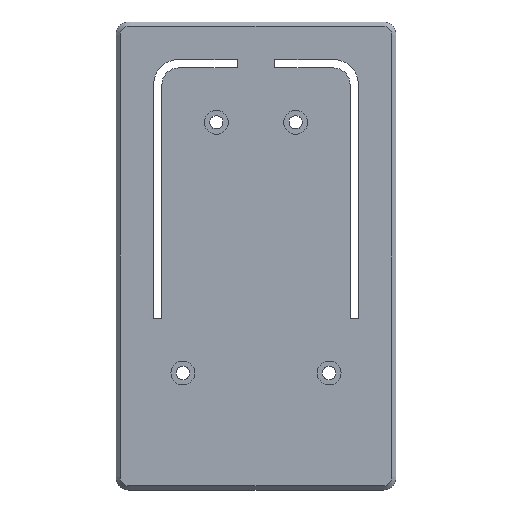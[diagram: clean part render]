
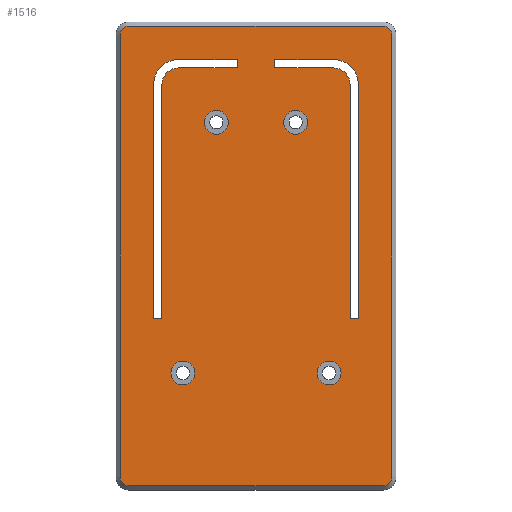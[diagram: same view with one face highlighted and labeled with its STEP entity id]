
A CAD part, front view. The second image highlights one B-rep face of the part: STEP entity #1516.
In plain terms, the highlighted planar face has unit normal (0, -1, 0).
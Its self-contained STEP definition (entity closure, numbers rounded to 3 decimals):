
#33=LINE('',#2169,#183);
#36=LINE('',#2175,#186);
#39=LINE('',#2181,#189);
#43=LINE('',#2193,#193);
#46=LINE('',#2199,#196);
#49=LINE('',#2204,#199);
#51=LINE('',#2209,#201);
#56=LINE('',#2223,#206);
#59=LINE('',#2229,#209);
#62=LINE('',#2235,#212);
#66=LINE('',#2247,#216);
#69=LINE('',#2252,#219);
#154=LINE('',#2475,#304);
#159=LINE('',#2485,#309);
#162=LINE('',#2493,#312);
#172=LINE('',#2522,#322);
#183=VECTOR('',#1728,10.);
#186=VECTOR('',#1733,10.);
#189=VECTOR('',#1738,10.);
#193=VECTOR('',#1750,10.);
#196=VECTOR('',#1755,10.);
#199=VECTOR('',#1760,10.);
#201=VECTOR('',#1764,10.);
#206=VECTOR('',#1777,10.);
#209=VECTOR('',#1782,10.);
#212=VECTOR('',#1787,10.);
#216=VECTOR('',#1799,10.);
#219=VECTOR('',#1804,10.);
#304=VECTOR('',#2013,10.);
#309=VECTOR('',#2024,10.);
#312=VECTOR('',#2033,10.);
#322=VECTOR('',#2073,10.);
#369=FACE_BOUND('',#547,.T.);
#370=FACE_BOUND('',#548,.T.);
#371=FACE_BOUND('',#549,.T.);
#372=FACE_BOUND('',#550,.T.);
#373=FACE_BOUND('',#551,.T.);
#374=FACE_BOUND('',#552,.T.);
#450=FACE_OUTER_BOUND('',#546,.T.);
#546=EDGE_LOOP('',(#1327,#1328,#1329,#1330,#1331,#1332,#1333,#1334));
#547=EDGE_LOOP('',(#1335,#1336,#1337,#1338,#1339,#1340,#1341,#1342));
#548=EDGE_LOOP('',(#1343,#1344,#1345,#1346,#1347,#1348,#1349,#1350));
#549=EDGE_LOOP('',(#1351));
#550=EDGE_LOOP('',(#1352));
#551=EDGE_LOOP('',(#1353));
#552=EDGE_LOOP('',(#1354));
#577=CIRCLE('',#1557,6.);
#579=CIRCLE('',#1563,4.);
#581=CIRCLE('',#1570,4.);
#583=CIRCLE('',#1576,6.);
#610=CIRCLE('',#1639,2.);
#612=CIRCLE('',#1643,2.);
#613=CIRCLE('',#1646,2.);
#614=CIRCLE('',#1649,2.);
#617=CIRCLE('',#1664,2.85);
#618=CIRCLE('',#1665,2.85);
#619=CIRCLE('',#1666,2.85);
#620=CIRCLE('',#1667,2.85);
#637=VERTEX_POINT('',#2159);
#638=VERTEX_POINT('',#2160);
#641=VERTEX_POINT('',#2168);
#643=VERTEX_POINT('',#2174);
#645=VERTEX_POINT('',#2180);
#647=VERTEX_POINT('',#2186);
#649=VERTEX_POINT('',#2192);
#651=VERTEX_POINT('',#2198);
#653=VERTEX_POINT('',#2207);
#654=VERTEX_POINT('',#2208);
#657=VERTEX_POINT('',#2216);
#659=VERTEX_POINT('',#2222);
#661=VERTEX_POINT('',#2228);
#663=VERTEX_POINT('',#2234);
#665=VERTEX_POINT('',#2240);
#667=VERTEX_POINT('',#2246);
#742=VERTEX_POINT('',#2467);
#743=VERTEX_POINT('',#2469);
#744=VERTEX_POINT('',#2474);
#745=VERTEX_POINT('',#2478);
#746=VERTEX_POINT('',#2482);
#747=VERTEX_POINT('',#2487);
#748=VERTEX_POINT('',#2491);
#749=VERTEX_POINT('',#2495);
#753=VERTEX_POINT('',#2524);
#754=VERTEX_POINT('',#2526);
#755=VERTEX_POINT('',#2528);
#756=VERTEX_POINT('',#2530);
#773=EDGE_CURVE('',#637,#638,#577,.T.);
#777=EDGE_CURVE('',#638,#641,#33,.T.);
#780=EDGE_CURVE('',#641,#643,#36,.T.);
#783=EDGE_CURVE('',#643,#645,#39,.T.);
#786=EDGE_CURVE('',#645,#647,#579,.T.);
#789=EDGE_CURVE('',#647,#649,#43,.T.);
#792=EDGE_CURVE('',#649,#651,#46,.T.);
#795=EDGE_CURVE('',#651,#637,#49,.T.);
#797=EDGE_CURVE('',#653,#654,#51,.T.);
#801=EDGE_CURVE('',#654,#657,#581,.T.);
#804=EDGE_CURVE('',#657,#659,#56,.T.);
#807=EDGE_CURVE('',#659,#661,#59,.T.);
#810=EDGE_CURVE('',#661,#663,#62,.T.);
#813=EDGE_CURVE('',#663,#665,#583,.T.);
#816=EDGE_CURVE('',#665,#667,#66,.T.);
#819=EDGE_CURVE('',#667,#653,#69,.T.);
#928=EDGE_CURVE('',#742,#743,#610,.T.);
#931=EDGE_CURVE('',#743,#744,#154,.T.);
#934=EDGE_CURVE('',#744,#745,#612,.T.);
#937=EDGE_CURVE('',#745,#746,#159,.T.);
#939=EDGE_CURVE('',#746,#747,#613,.T.);
#941=EDGE_CURVE('',#747,#748,#162,.T.);
#943=EDGE_CURVE('',#748,#749,#614,.T.);
#954=EDGE_CURVE('',#749,#742,#172,.T.);
#955=EDGE_CURVE('',#753,#753,#617,.T.);
#956=EDGE_CURVE('',#754,#754,#618,.T.);
#957=EDGE_CURVE('',#755,#755,#619,.T.);
#958=EDGE_CURVE('',#756,#756,#620,.T.);
#1327=ORIENTED_EDGE('',*,*,#928,.F.);
#1328=ORIENTED_EDGE('',*,*,#954,.F.);
#1329=ORIENTED_EDGE('',*,*,#943,.F.);
#1330=ORIENTED_EDGE('',*,*,#941,.F.);
#1331=ORIENTED_EDGE('',*,*,#939,.F.);
#1332=ORIENTED_EDGE('',*,*,#937,.F.);
#1333=ORIENTED_EDGE('',*,*,#934,.F.);
#1334=ORIENTED_EDGE('',*,*,#931,.F.);
#1335=ORIENTED_EDGE('',*,*,#786,.T.);
#1336=ORIENTED_EDGE('',*,*,#789,.T.);
#1337=ORIENTED_EDGE('',*,*,#792,.T.);
#1338=ORIENTED_EDGE('',*,*,#795,.T.);
#1339=ORIENTED_EDGE('',*,*,#773,.T.);
#1340=ORIENTED_EDGE('',*,*,#777,.T.);
#1341=ORIENTED_EDGE('',*,*,#780,.T.);
#1342=ORIENTED_EDGE('',*,*,#783,.T.);
#1343=ORIENTED_EDGE('',*,*,#810,.T.);
#1344=ORIENTED_EDGE('',*,*,#813,.T.);
#1345=ORIENTED_EDGE('',*,*,#816,.T.);
#1346=ORIENTED_EDGE('',*,*,#819,.T.);
#1347=ORIENTED_EDGE('',*,*,#797,.T.);
#1348=ORIENTED_EDGE('',*,*,#801,.T.);
#1349=ORIENTED_EDGE('',*,*,#804,.T.);
#1350=ORIENTED_EDGE('',*,*,#807,.T.);
#1351=ORIENTED_EDGE('',*,*,#955,.T.);
#1352=ORIENTED_EDGE('',*,*,#956,.T.);
#1353=ORIENTED_EDGE('',*,*,#957,.T.);
#1354=ORIENTED_EDGE('',*,*,#958,.T.);
#1440=PLANE('',#1663);
#1516=ADVANCED_FACE('',(#450,#369,#370,#371,#372,#373,#374),#1440,.F.);
#1557=AXIS2_PLACEMENT_3D('',#2161,#1720,#1721);
#1563=AXIS2_PLACEMENT_3D('',#2187,#1743,#1744);
#1570=AXIS2_PLACEMENT_3D('',#2217,#1770,#1771);
#1576=AXIS2_PLACEMENT_3D('',#2241,#1792,#1793);
#1639=AXIS2_PLACEMENT_3D('',#2470,#2006,#2007);
#1643=AXIS2_PLACEMENT_3D('',#2480,#2018,#2019);
#1646=AXIS2_PLACEMENT_3D('',#2489,#2028,#2029);
#1649=AXIS2_PLACEMENT_3D('',#2497,#2037,#2038);
#1663=AXIS2_PLACEMENT_3D('',#2523,#2074,#2075);
#1664=AXIS2_PLACEMENT_3D('',#2525,#2076,#2077);
#1665=AXIS2_PLACEMENT_3D('',#2527,#2078,#2079);
#1666=AXIS2_PLACEMENT_3D('',#2529,#2080,#2081);
#1667=AXIS2_PLACEMENT_3D('',#2531,#2082,#2083);
#1720=DIRECTION('center_axis',(0.,1.,0.));
#1721=DIRECTION('ref_axis',(0.,0.,1.));
#1728=DIRECTION('',(0.,0.,-1.));
#1733=DIRECTION('',(-1.,0.,0.));
#1738=DIRECTION('',(0.,0.,1.));
#1743=DIRECTION('center_axis',(0.,-1.,0.));
#1744=DIRECTION('ref_axis',(0.,0.,1.));
#1750=DIRECTION('',(-1.,0.,0.));
#1755=DIRECTION('',(0.,0.,1.));
#1760=DIRECTION('',(1.,0.,0.));
#1764=DIRECTION('',(-1.,0.,0.));
#1770=DIRECTION('center_axis',(0.,-1.,0.));
#1771=DIRECTION('ref_axis',(-1.,0.,0.));
#1777=DIRECTION('',(0.,0.,-1.));
#1782=DIRECTION('',(-1.,0.,0.));
#1787=DIRECTION('',(0.,0.,1.));
#1792=DIRECTION('center_axis',(0.,1.,0.));
#1793=DIRECTION('ref_axis',(-1.,0.,0.));
#1799=DIRECTION('',(1.,0.,0.));
#1804=DIRECTION('',(0.,0.,-1.));
#2006=DIRECTION('center_axis',(0.,1.,0.));
#2007=DIRECTION('ref_axis',(0.707,0.,0.707));
#2013=DIRECTION('',(0.,0.,-1.));
#2018=DIRECTION('center_axis',(0.,1.,0.));
#2019=DIRECTION('ref_axis',(0.707,0.,-0.707));
#2024=DIRECTION('',(-1.,0.,0.));
#2028=DIRECTION('center_axis',(0.,1.,0.));
#2029=DIRECTION('ref_axis',(-0.707,0.,-0.707));
#2033=DIRECTION('',(0.,0.,1.));
#2037=DIRECTION('center_axis',(0.,1.,0.));
#2038=DIRECTION('ref_axis',(-0.707,0.,0.707));
#2073=DIRECTION('',(1.,0.,0.));
#2074=DIRECTION('center_axis',(0.,1.,0.));
#2075=DIRECTION('ref_axis',(1.,0.,0.));
#2076=DIRECTION('center_axis',(0.,1.,0.));
#2077=DIRECTION('ref_axis',(1.,0.,0.));
#2078=DIRECTION('center_axis',(0.,1.,0.));
#2079=DIRECTION('ref_axis',(1.,0.,0.));
#2080=DIRECTION('center_axis',(0.,1.,0.));
#2081=DIRECTION('ref_axis',(1.,0.,0.));
#2082=DIRECTION('center_axis',(0.,1.,0.));
#2083=DIRECTION('ref_axis',(1.,0.,0.));
#2159=CARTESIAN_POINT('',(52.,0.,-9.));
#2160=CARTESIAN_POINT('',(58.,0.,-15.));
#2161=CARTESIAN_POINT('Origin',(52.,0.,-15.));
#2168=CARTESIAN_POINT('',(58.,0.,-71.));
#2169=CARTESIAN_POINT('',(58.,0.,-60.));
#2174=CARTESIAN_POINT('',(56.,0.,-71.));
#2175=CARTESIAN_POINT('',(44.75,0.,-71.));
#2180=CARTESIAN_POINT('',(56.,0.,-15.));
#2181=CARTESIAN_POINT('',(56.,0.,-32.));
#2186=CARTESIAN_POINT('',(52.,0.,-11.));
#2187=CARTESIAN_POINT('Origin',(52.,0.,-15.));
#2192=CARTESIAN_POINT('',(38.,0.,-11.));
#2193=CARTESIAN_POINT('',(35.75,0.,-11.));
#2198=CARTESIAN_POINT('',(38.,0.,-9.));
#2199=CARTESIAN_POINT('',(38.,0.,-29.));
#2204=CARTESIAN_POINT('',(42.75,0.,-9.));
#2207=CARTESIAN_POINT('',(29.,0.,-11.));
#2208=CARTESIAN_POINT('',(15.,0.,-11.));
#2209=CARTESIAN_POINT('',(24.25,0.,-11.));
#2216=CARTESIAN_POINT('',(11.,0.,-15.));
#2217=CARTESIAN_POINT('Origin',(15.,0.,-15.));
#2222=CARTESIAN_POINT('',(11.,0.,-71.));
#2223=CARTESIAN_POINT('',(11.,0.,-60.));
#2228=CARTESIAN_POINT('',(9.,0.,-71.));
#2229=CARTESIAN_POINT('',(21.25,0.,-71.));
#2234=CARTESIAN_POINT('',(9.,0.,-15.));
#2235=CARTESIAN_POINT('',(9.,0.,-32.));
#2240=CARTESIAN_POINT('',(15.,0.,-9.));
#2241=CARTESIAN_POINT('Origin',(15.,0.,-15.));
#2246=CARTESIAN_POINT('',(29.,0.,-9.));
#2247=CARTESIAN_POINT('',(31.25,0.,-9.));
#2252=CARTESIAN_POINT('',(29.,0.,-30.));
#2467=CARTESIAN_POINT('',(64.,0.,-1.));
#2469=CARTESIAN_POINT('',(66.,0.,-3.));
#2470=CARTESIAN_POINT('Origin',(64.,0.,-3.));
#2474=CARTESIAN_POINT('',(66.,0.,-109.));
#2475=CARTESIAN_POINT('',(66.,0.,-24.5));
#2478=CARTESIAN_POINT('',(64.,0.,-111.));
#2480=CARTESIAN_POINT('Origin',(64.,0.,-109.));
#2482=CARTESIAN_POINT('',(3.,0.,-111.));
#2485=CARTESIAN_POINT('',(50.25,0.,-111.));
#2487=CARTESIAN_POINT('',(1.,0.,-109.));
#2489=CARTESIAN_POINT('Origin',(3.,0.,-109.));
#2491=CARTESIAN_POINT('',(1.,0.,-3.));
#2493=CARTESIAN_POINT('',(1.,0.,-73.5));
#2495=CARTESIAN_POINT('',(3.,0.,-1.));
#2497=CARTESIAN_POINT('Origin',(3.,0.,-3.));
#2522=CARTESIAN_POINT('',(16.75,0.,-1.));
#2523=CARTESIAN_POINT('Origin',(33.5,0.,-49.));
#2524=CARTESIAN_POINT('',(13.15,0.,-84.));
#2525=CARTESIAN_POINT('Origin',(16.,0.,-84.));
#2526=CARTESIAN_POINT('',(21.15,0.,-24.));
#2527=CARTESIAN_POINT('Origin',(24.,0.,-24.));
#2528=CARTESIAN_POINT('',(48.15,0.,-84.));
#2529=CARTESIAN_POINT('Origin',(51.,0.,-84.));
#2530=CARTESIAN_POINT('',(40.15,0.,-24.));
#2531=CARTESIAN_POINT('Origin',(43.,0.,-24.));
